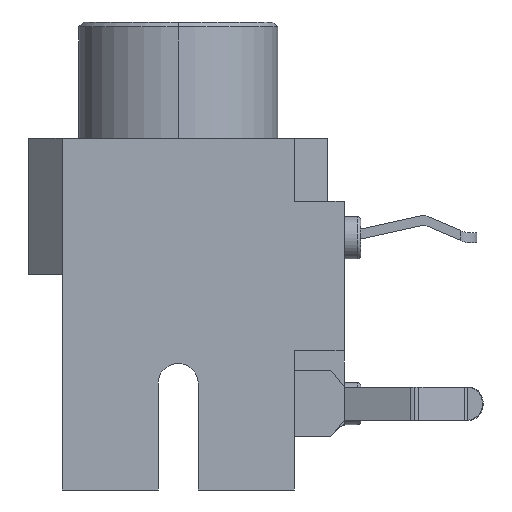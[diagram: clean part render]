
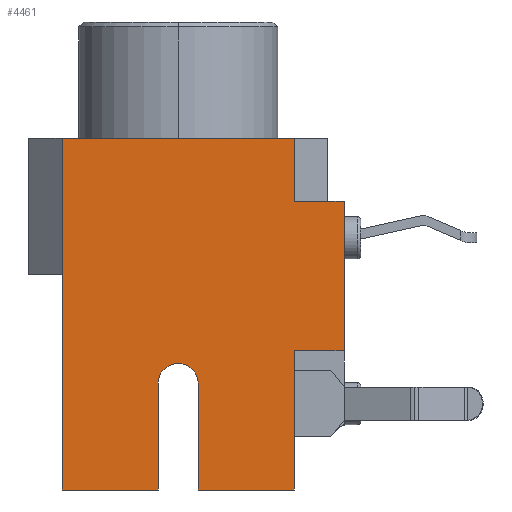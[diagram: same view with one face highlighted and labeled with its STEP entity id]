
A CAD part, left-side view. The second image highlights one B-rep face of the part: STEP entity #4461.
In plain terms, the highlighted planar face has unit normal (-1, 0, 0).
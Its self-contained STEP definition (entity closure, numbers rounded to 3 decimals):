
#1169 = ORIENTED_EDGE ( 'NONE', *, *, #2462, .T. ) ;
#1170 = ORIENTED_EDGE ( 'NONE', *, *, #10292, .T. ) ;
#1171 = ORIENTED_EDGE ( 'NONE', *, *, #2855, .T. ) ;
#1173 = ORIENTED_EDGE ( 'NONE', *, *, #10264, .T. ) ;
#1174 = ORIENTED_EDGE ( 'NONE', *, *, #2671, .T. ) ;
#1175 = ORIENTED_EDGE ( 'NONE', *, *, #2512, .T. ) ;
#1176 = ORIENTED_EDGE ( 'NONE', *, *, #2712, .T. ) ;
#1177 = ORIENTED_EDGE ( 'NONE', *, *, #2360, .F. ) ;
#1178 = ORIENTED_EDGE ( 'NONE', *, *, #2543, .T. ) ;
#1179 = ORIENTED_EDGE ( 'NONE', *, *, #2771, .T. ) ;
#1180 = ORIENTED_EDGE ( 'NONE', *, *, #2755, .T. ) ;
#1181 = ORIENTED_EDGE ( 'NONE', *, *, #2908, .F. ) ;
#1182 = ORIENTED_EDGE ( 'NONE', *, *, #10126, .F. ) ;
#1183 = ORIENTED_EDGE ( 'NONE', *, *, #2435, .F. ) ;
#1184 = ORIENTED_EDGE ( 'NONE', *, *, #2513, .T. ) ;
#1630 = EDGE_LOOP ( 'NONE', ( #1169, #1170, #1171, #1173, #1174, #1175, #1176, #1177, #1178, #1179, #1180, #1181, #1182, #1183, #1184 ) ) ;
#1818 = LINE ( 'NONE', #11610, #1821 ) ;
#1821 = VECTOR ( 'NONE', #11612, 1000. ) ;
#1952 = LINE ( 'NONE', #11502, #1957 ) ;
#1957 = VECTOR ( 'NONE', #11295, 1000. ) ;
#2002 = LINE ( 'NONE', #11398, #2010 ) ;
#2010 = VECTOR ( 'NONE', #11401, 1000. ) ;
#2098 = LINE ( 'NONE', #11416, #2107 ) ;
#2106 = LINE ( 'NONE', #11386, #2109 ) ;
#2107 = VECTOR ( 'NONE', #11455, 1000. ) ;
#2109 = VECTOR ( 'NONE', #11376, 1000. ) ;
#2161 = LINE ( 'NONE', #11201, #2164 ) ;
#2164 = VECTOR ( 'NONE', #11200, 1000. ) ;
#2360 = EDGE_CURVE ( 'NONE', #10324, #11025, #1818, .T. ) ;
#2435 = EDGE_CURVE ( 'NONE', #10623, #10916, #1952, .T. ) ;
#2462 = EDGE_CURVE ( 'NONE', #10934, #11065, #2002, .T. ) ;
#2512 = EDGE_CURVE ( 'NONE', #10448, #10337, #2098, .T. ) ;
#2513 = EDGE_CURVE ( 'NONE', #10623, #10934, #2106, .T. ) ;
#2543 = EDGE_CURVE ( 'NONE', #10324, #10874, #2161, .T. ) ;
#2671 = EDGE_CURVE ( 'NONE', #10519, #10448, #4619, .T. ) ;
#2712 = EDGE_CURVE ( 'NONE', #10337, #11025, #4694, .T. ) ;
#2755 = EDGE_CURVE ( 'NONE', #10866, #10348, #4770, .T. ) ;
#2771 = EDGE_CURVE ( 'NONE', #10874, #10866, #4801, .T. ) ;
#2855 = EDGE_CURVE ( 'NONE', #10362, #10829, #4943, .T. ) ;
#2908 = EDGE_CURVE ( 'NONE', #10815, #10348, #5041, .T. ) ;
#3416 = DIRECTION ( 'NONE',  ( 0., 0., -1. ) ) ;
#3419 = CARTESIAN_POINT ( 'NONE',  ( -6., -0.6, -10.2 ) ) ;
#3510 = CARTESIAN_POINT ( 'NONE',  ( -6., -3.5, -10.2 ) ) ;
#3511 = DIRECTION ( 'NONE',  ( 0., 0., 1. ) ) ;
#3605 = CARTESIAN_POINT ( 'NONE',  ( -6., -3.5, -3.7 ) ) ;
#3606 = DIRECTION ( 'NONE',  ( 0., 0., 1. ) ) ;
#3638 = CARTESIAN_POINT ( 'NONE',  ( -6., -19.424, -1.5 ) ) ;
#3639 = DIRECTION ( 'NONE',  ( 0., 1., 0. ) ) ;
#3833 = CARTESIAN_POINT ( 'NONE',  ( -6., -0.01, -6.389 ) ) ;
#3834 = DIRECTION ( 'NONE',  ( 0., -1., 0. ) ) ;
#3933 = CARTESIAN_POINT ( 'NONE',  ( -6., 3.5, 0.4 ) ) ;
#3934 = DIRECTION ( 'NONE',  ( 0., -1., 0. ) ) ;
#4461 = ADVANCED_FACE ( 'NONE', ( #6811 ), #7595, .T. ) ;
#4619 = LINE ( 'NONE', #3419, #4623 ) ;
#4623 = VECTOR ( 'NONE', #3416, 1000. ) ;
#4694 = LINE ( 'NONE', #3510, #4697 ) ;
#4697 = VECTOR ( 'NONE', #3511, 1000. ) ;
#4770 = LINE ( 'NONE', #3605, #4773 ) ;
#4773 = VECTOR ( 'NONE', #3606, 1000. ) ;
#4801 = LINE ( 'NONE', #3638, #4804 ) ;
#4804 = VECTOR ( 'NONE', #3639, 1000. ) ;
#4943 = LINE ( 'NONE', #3833, #4946 ) ;
#4946 = VECTOR ( 'NONE', #3834, 1000. ) ;
#5041 = LINE ( 'NONE', #3933, #5043 ) ;
#5043 = VECTOR ( 'NONE', #3934, 1000. ) ;
#6811 = FACE_OUTER_BOUND ( 'NONE', #1630, .T. ) ;
#7218 = AXIS2_PLACEMENT_3D ( 'NONE', #7614, #7615, #7616 ) ;
#7484 = AXIS2_PLACEMENT_3D ( 'NONE', #9192, #9193, #9194 ) ;
#7489 = AXIS2_PLACEMENT_3D ( 'NONE', #9257, #9258, #9259 ) ;
#7595 = PLANE ( 'NONE',  #7218 ) ;
#7614 = CARTESIAN_POINT ( 'NONE',  ( -6., 3.5, -10.2 ) ) ;
#7615 = DIRECTION ( 'NONE',  ( -1., 0., 0. ) ) ;
#7616 = DIRECTION ( 'NONE',  ( 0., 0., 1. ) ) ;
#8246 = DIRECTION ( 'NONE',  ( 0., 0., 1. ) ) ;
#8253 = CARTESIAN_POINT ( 'NONE',  ( -6., 3.5, -3.7 ) ) ;
#8738 = LINE ( 'NONE', #8253, #8746 ) ;
#8746 = VECTOR ( 'NONE', #8246, 1000. ) ;
#8997 = CIRCLE ( 'NONE', #7484, 0.59 ) ;
#9044 = CIRCLE ( 'NONE', #7489, 0.59 ) ;
#9192 = CARTESIAN_POINT ( 'NONE',  ( -6., -0.01, -6.979 ) ) ;
#9193 = DIRECTION ( 'NONE',  ( 1., 0., 0. ) ) ;
#9194 = DIRECTION ( 'NONE',  ( 0., 0., 1. ) ) ;
#9257 = CARTESIAN_POINT ( 'NONE',  ( -6., 0.01, -6.979 ) ) ;
#9258 = DIRECTION ( 'NONE',  ( 1., 0., 0. ) ) ;
#9259 = DIRECTION ( 'NONE',  ( 0., 0., 1. ) ) ;
#9277 = CARTESIAN_POINT ( 'NONE',  ( -6., -5., -6. ) ) ;
#9291 = CARTESIAN_POINT ( 'NONE',  ( -6., -3.5, -10.2 ) ) ;
#9299 = CARTESIAN_POINT ( 'NONE',  ( -6., -3.5, 0.4 ) ) ;
#9309 = CARTESIAN_POINT ( 'NONE',  ( -6., 0.01, -6.389 ) ) ;
#9361 = CARTESIAN_POINT ( 'NONE',  ( -6., -0.6, -10.2 ) ) ;
#9412 = CARTESIAN_POINT ( 'NONE',  ( -6., -0.6, -6.979 ) ) ;
#9493 = CARTESIAN_POINT ( 'NONE',  ( -6., 3.5, -10.2 ) ) ;
#9626 = CARTESIAN_POINT ( 'NONE',  ( -6., 3.5, 0.4 ) ) ;
#9632 = CARTESIAN_POINT ( 'NONE',  ( -6., -0.01, -6.389 ) ) ;
#9662 = CARTESIAN_POINT ( 'NONE',  ( -6., -3.5, -1.5 ) ) ;
#9668 = CARTESIAN_POINT ( 'NONE',  ( -6., -5., -1.5 ) ) ;
#9692 = CARTESIAN_POINT ( 'NONE',  ( -6., 3.5, -3.7 ) ) ;
#9712 = CARTESIAN_POINT ( 'NONE',  ( -6., 0.6, -10.2 ) ) ;
#9779 = CARTESIAN_POINT ( 'NONE',  ( -6., -3.5, -6. ) ) ;
#9802 = CARTESIAN_POINT ( 'NONE',  ( -6., 0.6, -6.979 ) ) ;
#10126 = EDGE_CURVE ( 'NONE', #10916, #10815, #8738, .T. ) ;
#10264 = EDGE_CURVE ( 'NONE', #10829, #10519, #8997, .T. ) ;
#10292 = EDGE_CURVE ( 'NONE', #11065, #10362, #9044, .T. ) ;
#10324 = VERTEX_POINT ( 'NONE', #9277 ) ;
#10337 = VERTEX_POINT ( 'NONE', #9291 ) ;
#10348 = VERTEX_POINT ( 'NONE', #9299 ) ;
#10362 = VERTEX_POINT ( 'NONE', #9309 ) ;
#10448 = VERTEX_POINT ( 'NONE', #9361 ) ;
#10519 = VERTEX_POINT ( 'NONE', #9412 ) ;
#10623 = VERTEX_POINT ( 'NONE', #9493 ) ;
#10815 = VERTEX_POINT ( 'NONE', #9626 ) ;
#10829 = VERTEX_POINT ( 'NONE', #9632 ) ;
#10866 = VERTEX_POINT ( 'NONE', #9662 ) ;
#10874 = VERTEX_POINT ( 'NONE', #9668 ) ;
#10916 = VERTEX_POINT ( 'NONE', #9692 ) ;
#10934 = VERTEX_POINT ( 'NONE', #9712 ) ;
#11025 = VERTEX_POINT ( 'NONE', #9779 ) ;
#11065 = VERTEX_POINT ( 'NONE', #9802 ) ;
#11200 = DIRECTION ( 'NONE',  ( 0., 0., 1. ) ) ;
#11201 = CARTESIAN_POINT ( 'NONE',  ( -6., -5., -6. ) ) ;
#11295 = DIRECTION ( 'NONE',  ( 0., 0., 1. ) ) ;
#11376 = DIRECTION ( 'NONE',  ( 0., -1., 0. ) ) ;
#11386 = CARTESIAN_POINT ( 'NONE',  ( -6., 3.5, -10.2 ) ) ;
#11398 = CARTESIAN_POINT ( 'NONE',  ( -6., 0.6, -10.2 ) ) ;
#11401 = DIRECTION ( 'NONE',  ( 0., 0., 1. ) ) ;
#11416 = CARTESIAN_POINT ( 'NONE',  ( -6., 3.5, -10.2 ) ) ;
#11455 = DIRECTION ( 'NONE',  ( 0., -1., 0. ) ) ;
#11502 = CARTESIAN_POINT ( 'NONE',  ( -6., 3.5, -10.2 ) ) ;
#11610 = CARTESIAN_POINT ( 'NONE',  ( -6., -19.424, -6. ) ) ;
#11612 = DIRECTION ( 'NONE',  ( 0., 1., 0. ) ) ;
